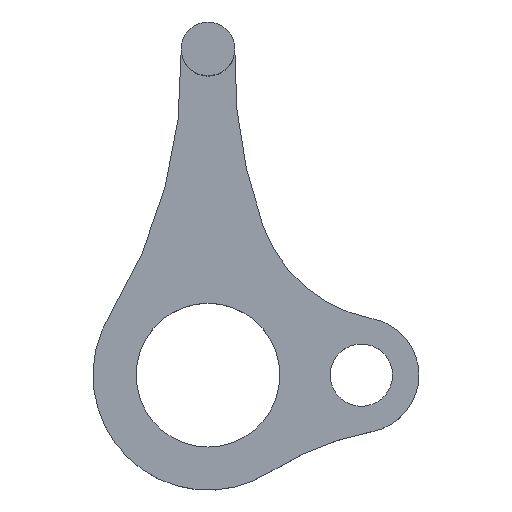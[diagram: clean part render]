
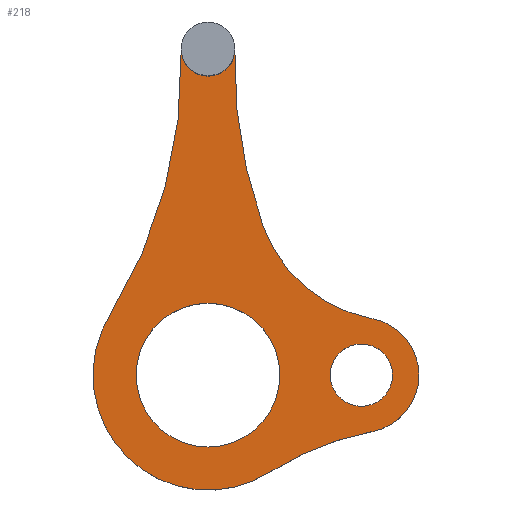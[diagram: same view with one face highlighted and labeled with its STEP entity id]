
A CAD part, top view. The second image highlights one B-rep face of the part: STEP entity #218.
In plain terms, the highlighted planar face has unit normal (0, 0, 1).
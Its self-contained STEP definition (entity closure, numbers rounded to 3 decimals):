
#15=FACE_BOUND('',#44,.T.);
#16=FACE_BOUND('',#45,.T.);
#19=PLANE('',#264);
#31=FACE_OUTER_BOUND('',#43,.T.);
#43=EDGE_LOOP('',(#180,#181,#182,#183,#184,#185,#186));
#44=EDGE_LOOP('',(#187));
#45=EDGE_LOOP('',(#188));
#51=CIRCLE('',#237,6.);
#53=CIRCLE('',#240,15.);
#55=CIRCLE('',#243,3.);
#57=CIRCLE('',#246,7.5);
#59=CIRCLE('',#249,25.);
#61=CIRCLE('',#252,1.4);
#64=CIRCLE('',#256,25.);
#67=CIRCLE('',#260,3.75);
#69=CIRCLE('',#263,1.625);
#91=VERTEX_POINT('',#346);
#93=VERTEX_POINT('',#350);
#95=VERTEX_POINT('',#356);
#97=VERTEX_POINT('',#362);
#99=VERTEX_POINT('',#368);
#101=VERTEX_POINT('',#374);
#104=VERTEX_POINT('',#381);
#107=VERTEX_POINT('',#394);
#109=VERTEX_POINT('',#400);
#113=EDGE_CURVE('',#91,#93,#51,.T.);
#116=EDGE_CURVE('',#93,#95,#53,.T.);
#119=EDGE_CURVE('',#95,#97,#55,.T.);
#122=EDGE_CURVE('',#97,#99,#57,.T.);
#125=EDGE_CURVE('',#99,#101,#59,.T.);
#128=EDGE_CURVE('',#101,#104,#61,.T.);
#132=EDGE_CURVE('',#104,#91,#64,.T.);
#136=EDGE_CURVE('',#107,#107,#67,.T.);
#139=EDGE_CURVE('',#109,#109,#69,.T.);
#180=ORIENTED_EDGE('',*,*,#116,.T.);
#181=ORIENTED_EDGE('',*,*,#119,.T.);
#182=ORIENTED_EDGE('',*,*,#122,.T.);
#183=ORIENTED_EDGE('',*,*,#125,.T.);
#184=ORIENTED_EDGE('',*,*,#128,.T.);
#185=ORIENTED_EDGE('',*,*,#132,.T.);
#186=ORIENTED_EDGE('',*,*,#113,.T.);
#187=ORIENTED_EDGE('',*,*,#136,.T.);
#188=ORIENTED_EDGE('',*,*,#139,.T.);
#218=ADVANCED_FACE('',(#31,#15,#16),#19,.T.);
#237=AXIS2_PLACEMENT_3D('',#352,#275,#276);
#240=AXIS2_PLACEMENT_3D('',#358,#282,#283);
#243=AXIS2_PLACEMENT_3D('',#364,#289,#290);
#246=AXIS2_PLACEMENT_3D('',#370,#296,#297);
#249=AXIS2_PLACEMENT_3D('',#376,#303,#304);
#252=AXIS2_PLACEMENT_3D('',#383,#310,#311);
#256=AXIS2_PLACEMENT_3D('',#389,#319,#320);
#260=AXIS2_PLACEMENT_3D('',#396,#328,#329);
#263=AXIS2_PLACEMENT_3D('',#402,#335,#336);
#264=AXIS2_PLACEMENT_3D('',#403,#337,#338);
#275=DIRECTION('center_axis',(0.,0.,
1.));
#276=DIRECTION('ref_axis',(1.,0.,0.));
#282=DIRECTION('center_axis',(0.,0.,
-1.));
#283=DIRECTION('ref_axis',(1.,0.,0.));
#289=DIRECTION('center_axis',(0.,0.,
1.));
#290=DIRECTION('ref_axis',(1.,0.,0.));
#296=DIRECTION('center_axis',(0.,0.,
-1.));
#297=DIRECTION('ref_axis',(1.,0.,0.));
#303=DIRECTION('center_axis',(0.,0.,
-1.));
#304=DIRECTION('ref_axis',(1.,0.,0.));
#310=DIRECTION('center_axis',(0.,0.,
-1.));
#311=DIRECTION('ref_axis',(0.,-1.,0.));
#319=DIRECTION('center_axis',(0.,0.,
-1.));
#320=DIRECTION('ref_axis',(-1.,0.,0.));
#328=DIRECTION('center_axis',(0.,0.,
-1.));
#329=DIRECTION('ref_axis',(-1.,0.,0.));
#335=DIRECTION('center_axis',(0.,0.,
-1.));
#336=DIRECTION('ref_axis',(-1.,0.,0.));
#337=DIRECTION('center_axis',(0.,0.,
1.));
#338=DIRECTION('ref_axis',(1.,0.,0.));
#346=CARTESIAN_POINT('',(-7.608,-3.051,2.));
#350=CARTESIAN_POINT('',(0.732,-11.254,2.));
#352=CARTESIAN_POINT('Origin',(-2.5,-6.199,2.));
#356=CARTESIAN_POINT('',(6.052,-9.148,2.));
#358=CARTESIAN_POINT('Origin',(8.812,-23.892,2.));
#362=CARTESIAN_POINT('',(6.052,-3.251,2.));
#364=CARTESIAN_POINT('Origin',(5.5,-6.199,2.));
#368=CARTESIAN_POINT('',(0.376,1.574,2.));
#370=CARTESIAN_POINT('Origin',(7.43,4.122,2.));
#374=CARTESIAN_POINT('',(-1.101,10.762,2.));
#376=CARTESIAN_POINT('Origin',(23.89,10.066,2.));
#381=CARTESIAN_POINT('',(-3.899,10.762,2.));
#383=CARTESIAN_POINT('Origin',(-2.5,10.801,2.));
#389=CARTESIAN_POINT('Origin',(-28.89,10.066,2.));
#394=CARTESIAN_POINT('',(1.25,-6.199,2.));
#396=CARTESIAN_POINT('Origin',(-2.5,-6.199,2.));
#400=CARTESIAN_POINT('',(7.125,-6.199,2.));
#402=CARTESIAN_POINT('Origin',(5.5,-6.199,2.));
#403=CARTESIAN_POINT('Origin',(-0.008,-3.925,2.));
